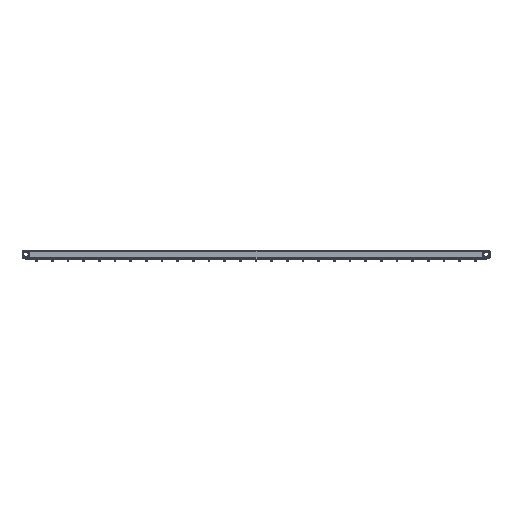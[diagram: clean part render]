
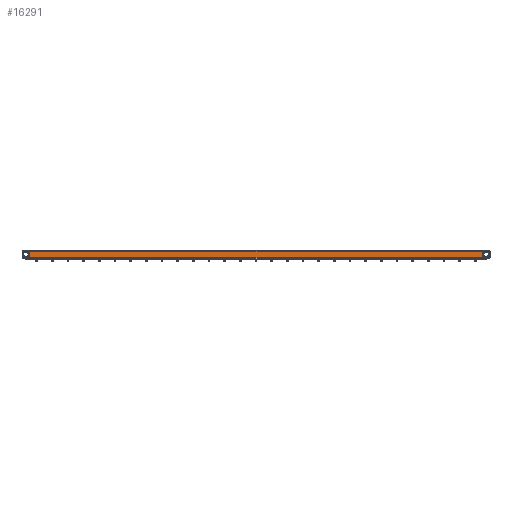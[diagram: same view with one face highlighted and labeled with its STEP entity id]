
A CAD part, left-side view. The second image highlights one B-rep face of the part: STEP entity #16291.
In plain terms, the highlighted planar face has unit normal (-1, 0, 0).
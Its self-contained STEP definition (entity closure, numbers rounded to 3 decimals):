
#2253 = VECTOR ( 'NONE', #20621, 1000. ) ;
#2408 = ORIENTED_EDGE ( 'NONE', *, *, #30714, .T. ) ;
#2752 = LINE ( 'NONE', #9302, #3831 ) ;
#3020 = DIRECTION ( 'NONE',  ( 1., 0., 0. ) ) ;
#3831 = VECTOR ( 'NONE', #24631, 1000. ) ;
#6637 = EDGE_CURVE ( 'NONE', #7191, #24072, #2752, .T. ) ;
#7191 = VERTEX_POINT ( 'NONE', #23474 ) ;
#7614 = LINE ( 'NONE', #18838, #8241 ) ;
#8241 = VECTOR ( 'NONE', #29563, 1000. ) ;
#9118 = PLANE ( 'NONE',  #31001 ) ;
#9302 = CARTESIAN_POINT ( 'NONE',  ( -997.5, 577.5, -8. ) ) ;
#11050 = ORIENTED_EDGE ( 'NONE', *, *, #16351, .T. ) ;
#11480 = CARTESIAN_POINT ( 'NONE',  ( -997.5, 577.5, -8. ) ) ;
#11602 = ORIENTED_EDGE ( 'NONE', *, *, #18885, .F. ) ;
#11604 = CARTESIAN_POINT ( 'NONE',  ( -997.5, -577.5, 8. ) ) ;
#13996 = CARTESIAN_POINT ( 'NONE',  ( -997.5, -587.5, 8. ) ) ;
#16291 = ADVANCED_FACE ( 'NONE', ( #22345 ), #9118, .F. ) ;
#16351 = EDGE_CURVE ( 'NONE', #21684, #18493, #7614, .T. ) ;
#16595 = LINE ( 'NONE', #13996, #2253 ) ;
#17313 = CARTESIAN_POINT ( 'NONE',  ( -997.5, -587.5, -8. ) ) ;
#17826 = DIRECTION ( 'NONE',  ( 0., 1., 0. ) ) ;
#18493 = VERTEX_POINT ( 'NONE', #11604 ) ;
#18838 = CARTESIAN_POINT ( 'NONE',  ( -997.5, -577.5, -8. ) ) ;
#18885 = EDGE_CURVE ( 'NONE', #21684, #24072, #28819, .T. ) ;
#20618 = CARTESIAN_POINT ( 'NONE',  ( -997.5, -587.5, -8. ) ) ;
#20621 = DIRECTION ( 'NONE',  ( 0., 1., 0. ) ) ;
#20718 = ORIENTED_EDGE ( 'NONE', *, *, #6637, .T. ) ;
#21684 = VERTEX_POINT ( 'NONE', #30168 ) ;
#22345 = FACE_OUTER_BOUND ( 'NONE', #28967, .T. ) ;
#23474 = CARTESIAN_POINT ( 'NONE',  ( -997.5, 577.5, 8. ) ) ;
#24072 = VERTEX_POINT ( 'NONE', #11480 ) ;
#24177 = DIRECTION ( 'NONE',  ( 0., 1., 0. ) ) ;
#24631 = DIRECTION ( 'NONE',  ( 0., 0., -1. ) ) ;
#27275 = VECTOR ( 'NONE', #24177, 1000. ) ;
#28819 = LINE ( 'NONE', #20618, #27275 ) ;
#28967 = EDGE_LOOP ( 'NONE', ( #11602, #11050, #2408, #20718 ) ) ;
#29563 = DIRECTION ( 'NONE',  ( 0., 0., 1. ) ) ;
#30168 = CARTESIAN_POINT ( 'NONE',  ( -997.5, -577.5, -8. ) ) ;
#30714 = EDGE_CURVE ( 'NONE', #18493, #7191, #16595, .T. ) ;
#31001 = AXIS2_PLACEMENT_3D ( 'NONE', #17313, #3020, #17826 ) ;
